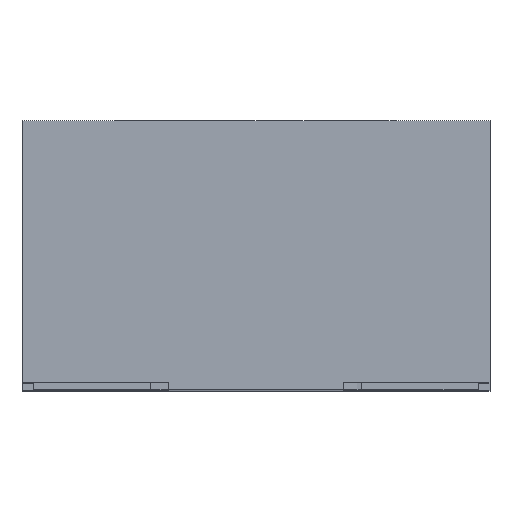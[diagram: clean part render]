
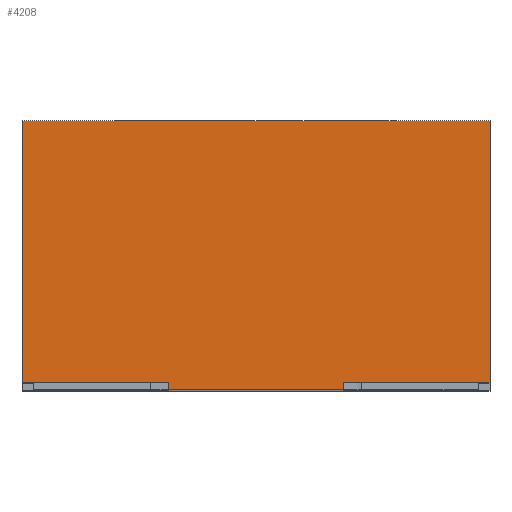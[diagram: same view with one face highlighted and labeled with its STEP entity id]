
A CAD part, top view. The second image highlights one B-rep face of the part: STEP entity #4208.
In plain terms, the highlighted planar face has unit normal (0, 0, 1).
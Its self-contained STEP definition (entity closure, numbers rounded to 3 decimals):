
#60 = PLANE ( 'NONE',  #699 ) ;
#125 = ORIENTED_EDGE ( 'NONE', *, *, #368, .T. ) ;
#223 = EDGE_CURVE ( 'NONE', #1538, #2889, #943, .T. ) ;
#343 = ORIENTED_EDGE ( 'NONE', *, *, #223, .T. ) ;
#366 = CARTESIAN_POINT ( 'NONE',  ( -1., 1.15, 2. ) ) ;
#368 = EDGE_CURVE ( 'NONE', #4318, #3640, #3486, .T. ) ;
#372 = ORIENTED_EDGE ( 'NONE', *, *, #1765, .T. ) ;
#497 = LINE ( 'NONE', #1659, #3026 ) ;
#548 = VECTOR ( 'NONE', #1514, 1000. ) ;
#557 = VECTOR ( 'NONE', #1940, 1000. ) ;
#614 = DIRECTION ( 'NONE',  ( 0., -1., 0. ) ) ;
#625 = DIRECTION ( 'NONE',  ( 0., -1., 0. ) ) ;
#636 = CARTESIAN_POINT ( 'NONE',  ( 0.375, 0.03, 2. ) ) ;
#670 = EDGE_CURVE ( 'NONE', #4024, #1097, #497, .T. ) ;
#698 = DIRECTION ( 'NONE',  ( -1., 0., 0. ) ) ;
#699 = AXIS2_PLACEMENT_3D ( 'NONE', #366, #1051, #698 ) ;
#704 = LINE ( 'NONE', #3580, #548 ) ;
#943 = LINE ( 'NONE', #2657, #1364 ) ;
#989 = EDGE_CURVE ( 'NONE', #1538, #4024, #704, .T. ) ;
#1022 = LINE ( 'NONE', #2466, #2645 ) ;
#1051 = DIRECTION ( 'NONE',  ( 0., 0., -1. ) ) ;
#1097 = VERTEX_POINT ( 'NONE', #2637 ) ;
#1234 = CARTESIAN_POINT ( 'NONE',  ( -0.375, 0., 2. ) ) ;
#1364 = VECTOR ( 'NONE', #625, 1000. ) ;
#1430 = ORIENTED_EDGE ( 'NONE', *, *, #989, .F. ) ;
#1431 = VERTEX_POINT ( 'NONE', #2028 ) ;
#1514 = DIRECTION ( 'NONE',  ( 1., 0., 0. ) ) ;
#1538 = VERTEX_POINT ( 'NONE', #3783 ) ;
#1549 = EDGE_CURVE ( 'NONE', #4081, #3640, #1022, .T. ) ;
#1659 = CARTESIAN_POINT ( 'NONE',  ( 1., 1.15, 2. ) ) ;
#1730 = DIRECTION ( 'NONE',  ( 0., -1., 0. ) ) ;
#1765 = EDGE_CURVE ( 'NONE', #1431, #4318, #3278, .T. ) ;
#1917 = ORIENTED_EDGE ( 'NONE', *, *, #4302, .F. ) ;
#1940 = DIRECTION ( 'NONE',  ( -1., 0., 0. ) ) ;
#2028 = CARTESIAN_POINT ( 'NONE',  ( -0.375, 0.03, 2. ) ) ;
#2160 = VECTOR ( 'NONE', #614, 1000. ) ;
#2432 = DIRECTION ( 'NONE',  ( -1., 0., 0. ) ) ;
#2457 = VECTOR ( 'NONE', #2432, 1000. ) ;
#2466 = CARTESIAN_POINT ( 'NONE',  ( 0.375, 0.15, 2. ) ) ;
#2517 = DIRECTION ( 'NONE',  ( 1., 0., 0. ) ) ;
#2550 = EDGE_LOOP ( 'NONE', ( #1917, #372, #125, #3537, #3468, #3440, #1430, #343 ) ) ;
#2637 = CARTESIAN_POINT ( 'NONE',  ( 1., 0.03, 2. ) ) ;
#2645 = VECTOR ( 'NONE', #1730, 1000. ) ;
#2657 = CARTESIAN_POINT ( 'NONE',  ( -1., 1.15, 2. ) ) ;
#2668 = CARTESIAN_POINT ( 'NONE',  ( -0.375, 0.15, 2. ) ) ;
#2673 = VECTOR ( 'NONE', #2517, 1000. ) ;
#2712 = CARTESIAN_POINT ( 'NONE',  ( 1., 1.15, 2. ) ) ;
#2716 = CARTESIAN_POINT ( 'NONE',  ( -1., 0.03, 2. ) ) ;
#2786 = CARTESIAN_POINT ( 'NONE',  ( 1., 0.03, 2. ) ) ;
#2889 = VERTEX_POINT ( 'NONE', #2716 ) ;
#3026 = VECTOR ( 'NONE', #4436, 1000. ) ;
#3085 = FACE_OUTER_BOUND ( 'NONE', #2550, .T. ) ;
#3278 = LINE ( 'NONE', #2668, #2160 ) ;
#3351 = LINE ( 'NONE', #2786, #2457 ) ;
#3440 = ORIENTED_EDGE ( 'NONE', *, *, #670, .F. ) ;
#3468 = ORIENTED_EDGE ( 'NONE', *, *, #4200, .F. ) ;
#3486 = LINE ( 'NONE', #3508, #2673 ) ;
#3508 = CARTESIAN_POINT ( 'NONE',  ( -1., 0., 2. ) ) ;
#3537 = ORIENTED_EDGE ( 'NONE', *, *, #1549, .F. ) ;
#3580 = CARTESIAN_POINT ( 'NONE',  ( -1., 1.15, 2. ) ) ;
#3640 = VERTEX_POINT ( 'NONE', #4074 ) ;
#3783 = CARTESIAN_POINT ( 'NONE',  ( -1., 1.15, 2. ) ) ;
#4024 = VERTEX_POINT ( 'NONE', #2712 ) ;
#4074 = CARTESIAN_POINT ( 'NONE',  ( 0.375, 0., 2. ) ) ;
#4081 = VERTEX_POINT ( 'NONE', #636 ) ;
#4200 = EDGE_CURVE ( 'NONE', #1097, #4081, #3351, .T. ) ;
#4208 = ADVANCED_FACE ( 'NONE', ( #3085 ), #60, .F. ) ;
#4302 = EDGE_CURVE ( 'NONE', #1431, #2889, #4305, .T. ) ;
#4305 = LINE ( 'NONE', #4432, #557 ) ;
#4318 = VERTEX_POINT ( 'NONE', #1234 ) ;
#4432 = CARTESIAN_POINT ( 'NONE',  ( -0.375, 0.03, 2. ) ) ;
#4436 = DIRECTION ( 'NONE',  ( 0., -1., 0. ) ) ;
